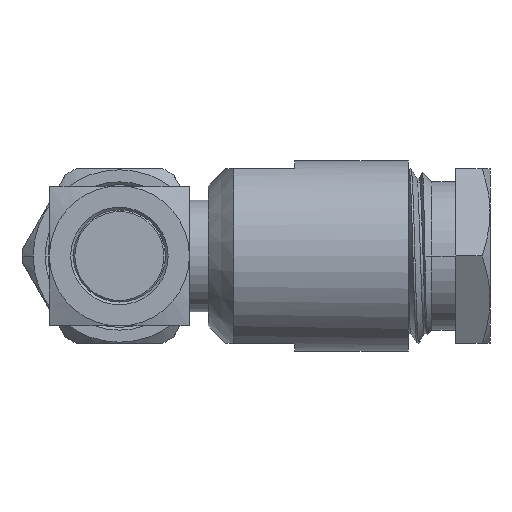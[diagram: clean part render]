
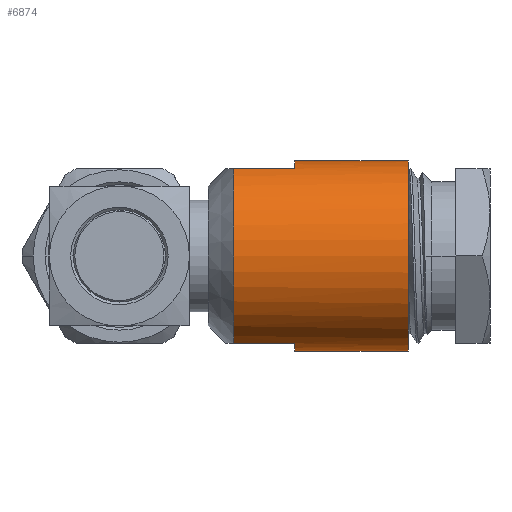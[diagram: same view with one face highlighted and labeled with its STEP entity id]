
A CAD part, left-side view. The second image highlights one B-rep face of the part: STEP entity #6874.
In plain terms, the highlighted cylindrical face has radius 4.318 mm (diameter 8.636 mm), a partial arc.
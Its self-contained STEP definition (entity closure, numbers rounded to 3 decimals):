
#2749=CARTESIAN_POINT('',(3.175,-5.182,0.));
#2750=DIRECTION('',(0.,-1.,0.));
#2751=DIRECTION('',(-0.397,0.,0.918));
#2752=AXIS2_PLACEMENT_3D('',#2749,#2750,#2751);
#2754=DIRECTION('',(0.,-1.,0.));
#2755=VECTOR('',#2754,2.769);
#2756=CARTESIAN_POINT('',(1.459,-5.182,3.962));
#2757=LINE('',#2756,#2755);
#2758=CARTESIAN_POINT('',(3.175,-7.95,0.));
#2759=DIRECTION('',(0.,-1.,0.));
#2760=DIRECTION('',(0.,0.,1.));
#2761=AXIS2_PLACEMENT_3D('',#2758,#2759,#2760);
#2763=DIRECTION('',(0.,-1.,0.));
#2764=VECTOR('',#2763,5.156);
#2765=CARTESIAN_POINT('',(3.175,-7.95,4.318));
#2766=LINE('',#2765,#2764);
#2767=DIRECTION('',(0.,-1.,0.));
#2768=VECTOR('',#2767,5.156);
#2769=CARTESIAN_POINT('',(3.175,-7.95,-4.318));
#2770=LINE('',#2769,#2768);
#2771=CARTESIAN_POINT('',(3.175,-7.95,0.));
#2772=DIRECTION('',(0.,-1.,0.));
#2773=DIRECTION('',(-0.397,0.,-0.918));
#2774=AXIS2_PLACEMENT_3D('',#2771,#2772,#2773);
#2776=DIRECTION('',(0.,-1.,0.));
#2777=VECTOR('',#2776,2.769);
#2778=CARTESIAN_POINT('',(1.459,-5.182,-3.962));
#2779=LINE('',#2778,#2777);
#2789=CARTESIAN_POINT('',(3.175,-13.106,0.));
#2790=DIRECTION('',(0.,1.,0.));
#2791=DIRECTION('',(0.,0.,-1.));
#2792=AXIS2_PLACEMENT_3D('',#2789,#2790,#2791);
#3713=CARTESIAN_POINT('',(3.175,-13.106,-4.318));
#3714=CARTESIAN_POINT('',(3.175,-13.106,4.318));
#3715=VERTEX_POINT('',#3713);
#3716=VERTEX_POINT('',#3714);
#3729=CARTESIAN_POINT('',(1.459,-5.182,3.962));
#3730=CARTESIAN_POINT('',(1.459,-5.182,-3.962));
#3731=VERTEX_POINT('',#3729);
#3732=VERTEX_POINT('',#3730);
#3733=CARTESIAN_POINT('',(3.175,-7.95,-4.318));
#3734=VERTEX_POINT('',#3733);
#3735=CARTESIAN_POINT('',(3.175,-7.95,4.318));
#3736=VERTEX_POINT('',#3735);
#3743=CARTESIAN_POINT('',(1.459,-7.95,-3.962));
#3744=VERTEX_POINT('',#3743);
#3747=CARTESIAN_POINT('',(1.459,-7.95,3.962));
#3748=VERTEX_POINT('',#3747);
#6855=CARTESIAN_POINT('',(3.175,-1.852,0.));
#6856=DIRECTION('',(0.,-1.,0.));
#6857=DIRECTION('',(0.,0.,-1.));
#6858=AXIS2_PLACEMENT_3D('',#6855,#6856,#6857);
#6859=CYLINDRICAL_SURFACE('',#6858,4.318);
#6860=ORIENTED_EDGE('',*,*,#6844,.F.);
#6862=ORIENTED_EDGE('',*,*,#6861,.T.);
#6864=ORIENTED_EDGE('',*,*,#6863,.F.);
#6865=ORIENTED_EDGE('',*,*,#6814,.T.);
#6867=ORIENTED_EDGE('',*,*,#6866,.F.);
#6868=ORIENTED_EDGE('',*,*,#6810,.F.);
#6870=ORIENTED_EDGE('',*,*,#6869,.F.);
#6871=ORIENTED_EDGE('',*,*,#6832,.F.);
#6872=EDGE_LOOP('',(#6860,#6862,#6864,#6865,#6867,#6868,#6870,#6871));
#6873=FACE_OUTER_BOUND('',#6872,.F.);
#6874=ADVANCED_FACE('',(#6873),#6859,.T.);
#2753=CIRCLE('',#2752,4.318);
#2762=CIRCLE('',#2761,4.318);
#2775=CIRCLE('',#2774,4.318);
#2793=CIRCLE('',#2792,4.318);
#6810=EDGE_CURVE('',#3734,#3715,#2770,.T.);
#6814=EDGE_CURVE('',#3736,#3716,#2766,.T.);
#6832=EDGE_CURVE('',#3732,#3744,#2779,.T.);
#6844=EDGE_CURVE('',#3731,#3732,#2753,.T.);
#6861=EDGE_CURVE('',#3731,#3748,#2757,.T.);
#6863=EDGE_CURVE('',#3736,#3748,#2762,.T.);
#6866=EDGE_CURVE('',#3715,#3716,#2793,.T.);
#6869=EDGE_CURVE('',#3744,#3734,#2775,.T.);
